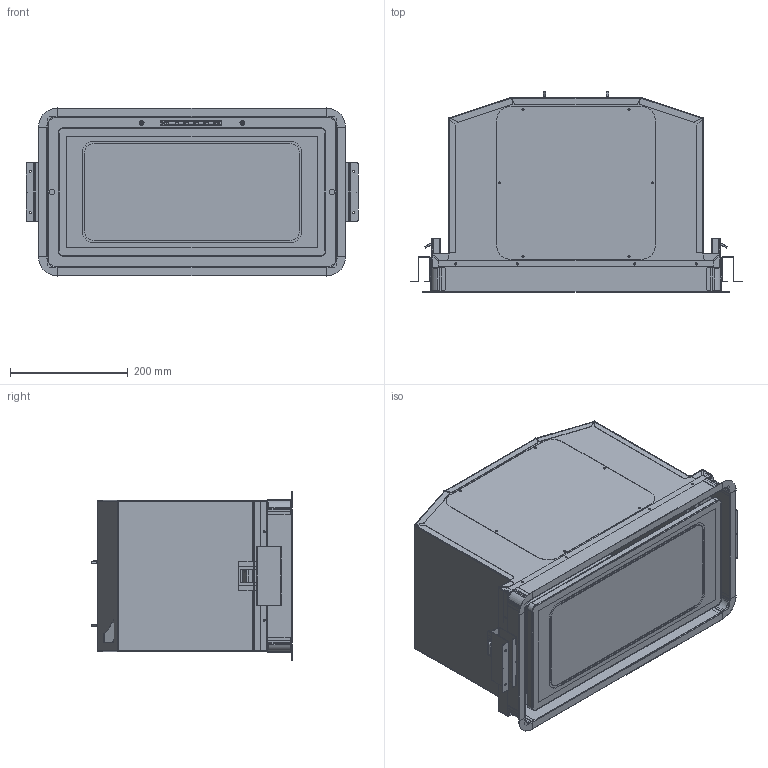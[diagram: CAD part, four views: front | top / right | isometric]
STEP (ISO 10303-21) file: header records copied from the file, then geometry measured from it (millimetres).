
FILE_DESCRIPTION((''),'2;1');
FILE_NAME('25B_725_ASM','2016-07-04T',('BD037'),(''),'PRO/ENGINEER BY PARAMETRIC TECHNOLOGY CORPORATION, 2014200','PRO/ENGINEER BY PARAMETRIC TECHNOLOGY CORPORATION, 2014200','');
FILE_SCHEMA(('CONFIG_CONTROL_DESIGN'));
Products named in the file (28): 25B_020; 25B_022; 25B_021; 25B_023; 25B_009; 25B_011; 25B_010; 25B_721_ASM; 178_055; 178_056; 178_054; 178_702_ASM; 25B_024; 25B_025; 25B_026; 25B_723_ASM; 25B_722_ASM; 25B_013; 25B_012; K36_015; K36_017; K36_003; K36_007; K36_701_ASM; K36_703_ASM; K36_700_ASM; 25B_720_ASM; 25B_725_ASM
Assembly tree (39 placements, depth 5):
  25B_725_ASM
    25B_720_ASM
      25B_721_ASM
        25B_020
        25B_022
        25B_021
        25B_023
        25B_009  x4
        25B_011  x2
        25B_010  x4
      178_702_ASM  x2
        178_055
        178_056
        178_054
      25B_722_ASM
        25B_723_ASM
          25B_024
          25B_025
          25B_026
      25B_013
      25B_012  x2
      K36_700_ASM
        K36_015
        K36_017
        K36_703_ASM
          K36_003  x4
          K36_007
          K36_701_ASM
Bounding box: 564 x 340.2 x 285.6 mm (x, y, z)
Volume: 918291.5 mm3; surface area: 2008888.8 mm2
Topology: 33 solids, 33 shells, 3177 faces, 7763 edges, 4640 vertices
Faces by surface type: plane 1550, cylinder 1067, bspline 440, sphere 54, torus 42, cone 16, extrusion 8
Entity records: 74113 total; most frequent: CARTESIAN_POINT 23920, ORIENTED_EDGE 10576, DIRECTION 10050, EDGE_CURVE 5288, AXIS2_PLACEMENT_3D 3417, VECTOR 3216, LINE 3208, VERTEX_POINT 3172
